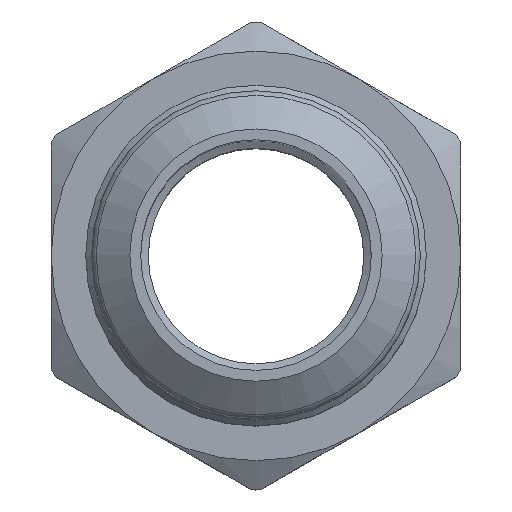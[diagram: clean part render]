
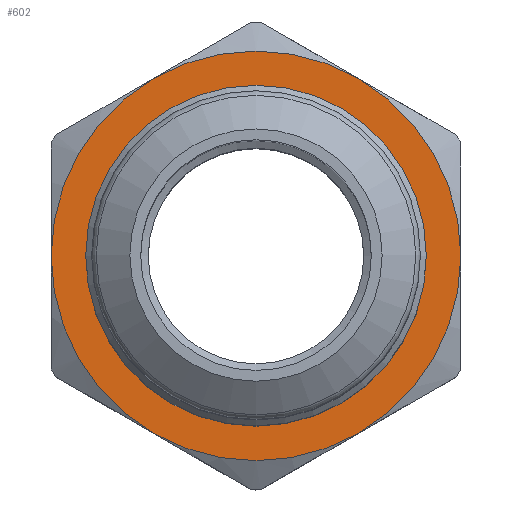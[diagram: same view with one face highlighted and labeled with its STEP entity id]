
A CAD part, top view. The second image highlights one B-rep face of the part: STEP entity #602.
In plain terms, the highlighted planar face has unit normal (0, 0, 1).
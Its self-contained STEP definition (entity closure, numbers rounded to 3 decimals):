
#34=FACE_BOUND('',#127,.T.);
#43=PLANE('',#698);
#87=FACE_OUTER_BOUND('',#126,.T.);
#126=EDGE_LOOP('',(#516,#517,#518,#519,#520,#521));
#127=EDGE_LOOP('',(#522));
#204=CIRCLE('',#652,9.5);
#206=CIRCLE('',#655,9.5);
#207=CIRCLE('',#657,9.5);
#210=CIRCLE('',#661,9.5);
#211=CIRCLE('',#663,9.5);
#214=CIRCLE('',#667,9.5);
#229=CIRCLE('',#699,7.9);
#247=VERTEX_POINT('',#940);
#249=VERTEX_POINT('',#946);
#251=VERTEX_POINT('',#953);
#253=VERTEX_POINT('',#964);
#257=VERTEX_POINT('',#977);
#259=VERTEX_POINT('',#988);
#283=VERTEX_POINT('',#1093);
#308=EDGE_CURVE('',#247,#249,#204,.T.);
#312=EDGE_CURVE('',#251,#247,#206,.T.);
#314=EDGE_CURVE('',#249,#253,#207,.T.);
#320=EDGE_CURVE('',#257,#251,#210,.T.);
#322=EDGE_CURVE('',#253,#259,#211,.T.);
#328=EDGE_CURVE('',#259,#257,#214,.T.);
#364=EDGE_CURVE('',#283,#283,#229,.T.);
#516=ORIENTED_EDGE('',*,*,#320,.T.);
#517=ORIENTED_EDGE('',*,*,#312,.T.);
#518=ORIENTED_EDGE('',*,*,#308,.T.);
#519=ORIENTED_EDGE('',*,*,#314,.T.);
#520=ORIENTED_EDGE('',*,*,#322,.T.);
#521=ORIENTED_EDGE('',*,*,#328,.T.);
#522=ORIENTED_EDGE('',*,*,#364,.T.);
#602=ADVANCED_FACE('',(#87,#34),#43,.F.);
#652=AXIS2_PLACEMENT_3D('',#950,#757,#758);
#655=AXIS2_PLACEMENT_3D('',#962,#763,#764);
#657=AXIS2_PLACEMENT_3D('',#969,#767,#768);
#661=AXIS2_PLACEMENT_3D('',#986,#775,#776);
#663=AXIS2_PLACEMENT_3D('',#993,#779,#780);
#667=AXIS2_PLACEMENT_3D('',#1009,#787,#788);
#698=AXIS2_PLACEMENT_3D('',#1092,#864,#865);
#699=AXIS2_PLACEMENT_3D('',#1094,#866,#867);
#757=DIRECTION('center_axis',(0.,0.,1.));
#758=DIRECTION('ref_axis',(0.,1.,0.));
#763=DIRECTION('center_axis',(0.,0.,1.));
#764=DIRECTION('ref_axis',(0.,1.,0.));
#767=DIRECTION('center_axis',(0.,0.,1.));
#768=DIRECTION('ref_axis',(0.,1.,0.));
#775=DIRECTION('center_axis',(0.,0.,1.));
#776=DIRECTION('ref_axis',(0.,1.,0.));
#779=DIRECTION('center_axis',(0.,0.,1.));
#780=DIRECTION('ref_axis',(0.,1.,0.));
#787=DIRECTION('center_axis',(0.,0.,1.));
#788=DIRECTION('ref_axis',(0.,1.,0.));
#864=DIRECTION('center_axis',(0.,0.,-1.));
#865=DIRECTION('ref_axis',(-1.,0.,0.));
#866=DIRECTION('center_axis',(0.,0.,-1.));
#867=DIRECTION('ref_axis',(1.,0.,0.));
#940=CARTESIAN_POINT('',(-4.75,-8.227,17.7));
#946=CARTESIAN_POINT('',(4.75,-8.227,17.7));
#950=CARTESIAN_POINT('Origin',(0.,0.,17.7));
#953=CARTESIAN_POINT('',(-9.5,0.,17.7));
#962=CARTESIAN_POINT('Origin',(0.,0.,17.7));
#964=CARTESIAN_POINT('',(9.5,0.,17.7));
#969=CARTESIAN_POINT('Origin',(0.,0.,17.7));
#977=CARTESIAN_POINT('',(-4.75,8.227,17.7));
#986=CARTESIAN_POINT('Origin',(0.,0.,17.7));
#988=CARTESIAN_POINT('',(4.75,8.227,17.7));
#993=CARTESIAN_POINT('Origin',(0.,0.,17.7));
#1009=CARTESIAN_POINT('Origin',(0.,0.,17.7));
#1092=CARTESIAN_POINT('Origin',(0.,7.9,17.7));
#1093=CARTESIAN_POINT('',(0.,-7.9,17.7));
#1094=CARTESIAN_POINT('Origin',(0.,0.,17.7));
